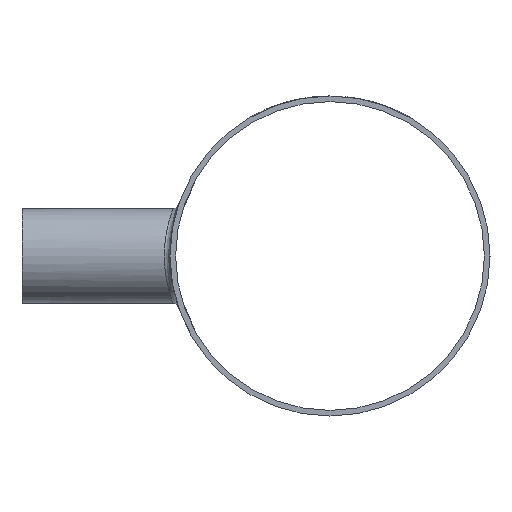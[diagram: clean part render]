
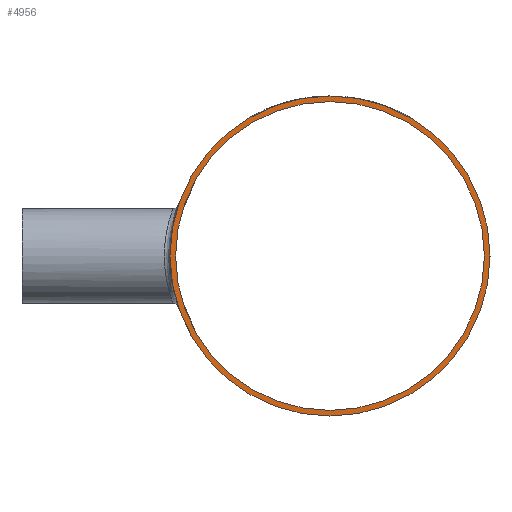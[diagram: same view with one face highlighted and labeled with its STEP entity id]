
A CAD part, left-side view. The second image highlights one B-rep face of the part: STEP entity #4956.
In plain terms, the highlighted planar face has unit normal (-1, 0, 0).
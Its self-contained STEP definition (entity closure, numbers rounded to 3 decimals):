
#1283 = CIRCLE ( 'NONE', #18086, 55.15 ) ;
#2082 = EDGE_CURVE ( 'NONE', #3074, #3074, #20739, .T. ) ;
#2993 = DIRECTION ( 'NONE',  ( -1., 0., 0. ) ) ;
#3074 = VERTEX_POINT ( 'NONE', #4937 ) ;
#4470 = AXIS2_PLACEMENT_3D ( 'NONE', #4511, #2993, #17257 ) ;
#4511 = CARTESIAN_POINT ( 'NONE',  ( -160., 0., 0. ) ) ;
#4692 = DIRECTION ( 'NONE',  ( 0., 0., 1. ) ) ;
#4730 = PLANE ( 'NONE',  #4470 ) ;
#4937 = CARTESIAN_POINT ( 'NONE',  ( -160., 0., 57.15 ) ) ;
#4956 = ADVANCED_FACE ( 'NONE', ( #20549, #6511 ), #4730, .T. ) ;
#5301 = DIRECTION ( 'NONE',  ( 0., 0., 1. ) ) ;
#6511 = FACE_OUTER_BOUND ( 'NONE', #13031, .T. ) ;
#8824 = DIRECTION ( 'NONE',  ( -1., 0., 0. ) ) ;
#12492 = ORIENTED_EDGE ( 'NONE', *, *, #19403, .F. ) ;
#13031 = EDGE_LOOP ( 'NONE', ( #16992 ) ) ;
#13698 = EDGE_LOOP ( 'NONE', ( #12492 ) ) ;
#14301 = VERTEX_POINT ( 'NONE', #17803 ) ;
#15697 = DIRECTION ( 'NONE',  ( -1., 0., 0. ) ) ;
#15891 = AXIS2_PLACEMENT_3D ( 'NONE', #19790, #8824, #5301 ) ;
#16992 = ORIENTED_EDGE ( 'NONE', *, *, #2082, .T. ) ;
#17257 = DIRECTION ( 'NONE',  ( 0., 0., 1. ) ) ;
#17803 = CARTESIAN_POINT ( 'NONE',  ( -160., 0., 55.15 ) ) ;
#18086 = AXIS2_PLACEMENT_3D ( 'NONE', #19310, #15697, #4692 ) ;
#19310 = CARTESIAN_POINT ( 'NONE',  ( -160., 0., 0. ) ) ;
#19403 = EDGE_CURVE ( 'NONE', #14301, #14301, #1283, .T. ) ;
#19790 = CARTESIAN_POINT ( 'NONE',  ( -160., 0., 0. ) ) ;
#20549 = FACE_BOUND ( 'NONE', #13698, .T. ) ;
#20739 = CIRCLE ( 'NONE', #15891, 57.15 ) ;
